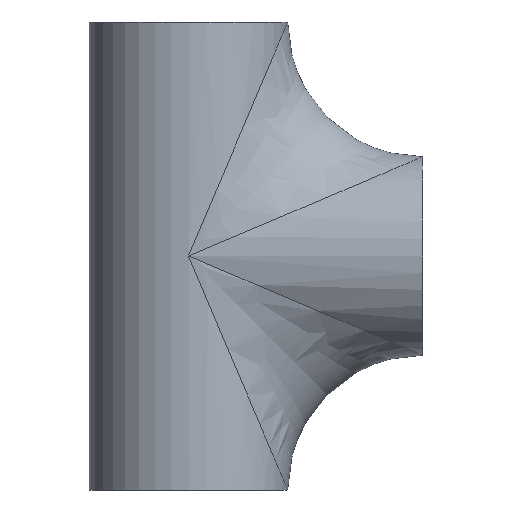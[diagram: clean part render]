
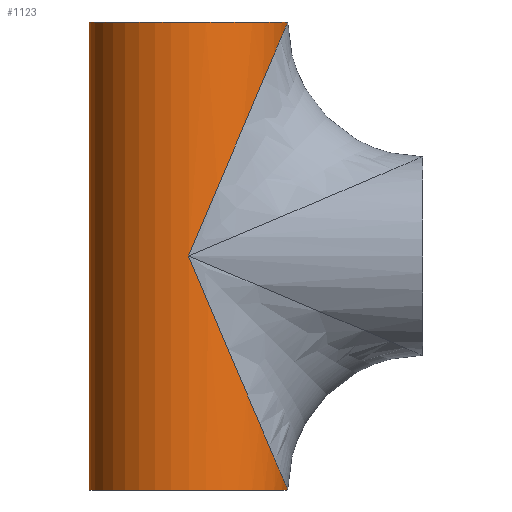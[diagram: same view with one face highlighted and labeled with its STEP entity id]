
A CAD part, front view. The second image highlights one B-rep face of the part: STEP entity #1123.
In plain terms, the highlighted cylindrical face has radius 24.15 mm (diameter 48.3 mm), a partial arc.
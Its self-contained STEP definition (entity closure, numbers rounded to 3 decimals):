
#8 = CARTESIAN_POINT ( 'NONE',  ( 14.147, -24.15, -33.39 ) ) ;
#35 = CARTESIAN_POINT ( 'NONE',  ( -24.15, 0., -57. ) ) ;
#41 = CARTESIAN_POINT ( 'NONE',  ( 24.15, -14.147, 57. ) ) ;
#51 = CARTESIAN_POINT ( 'NONE',  ( 0., 0., 57. ) ) ;
#74 = CARTESIAN_POINT ( 'NONE',  ( 24.15, 0., -57. ) ) ;
#77 = ORIENTED_EDGE ( 'NONE', *, *, #260, .T. ) ;
#89 = VERTEX_POINT ( 'NONE', #35 ) ;
#92 = CARTESIAN_POINT ( 'NONE',  ( 24.15, -14.147, -57. ) ) ;
#157 = CYLINDRICAL_SURFACE ( 'NONE', #800, 24.15 ) ;
#165 = CARTESIAN_POINT ( 'NONE',  ( 24.15, 0., -57. ) ) ;
#167 = CARTESIAN_POINT ( 'NONE',  ( 0., 0., 57. ) ) ;
#173 = EDGE_CURVE ( 'NONE', #533, #799, #890, .T. ) ;
#174 = EDGE_CURVE ( 'NONE', #600, #799, #525, .T. ) ;
#211 = DIRECTION ( 'NONE',  ( 0., 0., 1. ) ) ;
#222 = DIRECTION ( 'NONE',  ( 1., 0., 0. ) ) ;
#257 = ORIENTED_EDGE ( 'NONE', *, *, #1019, .T. ) ;
#260 = EDGE_CURVE ( 'NONE', #89, #1002, #777, .T. ) ;
#380 = AXIS2_PLACEMENT_3D ( 'NONE', #51, #850, #488 ) ;
#399 = CARTESIAN_POINT ( 'NONE',  ( 24.15, 0., 57. ) ) ;
#410 = CARTESIAN_POINT ( 'NONE',  ( 0., -24.15, 0. ) ) ;
#456 = CARTESIAN_POINT ( 'NONE',  ( 0., -24.15, 0. ) ) ;
#488 = DIRECTION ( 'NONE',  ( 1., 0., 0. ) ) ;
#525 =( BOUNDED_CURVE ( )  B_SPLINE_CURVE ( 3, ( #410, #754, #41, #399 ),
 .UNSPECIFIED., .F., .T. ) 
 B_SPLINE_CURVE_WITH_KNOTS ( ( 4, 4 ),
 ( 1.571, 3.142 ),
 .UNSPECIFIED. ) 
 CURVE ( )  GEOMETRIC_REPRESENTATION_ITEM ( )  RATIONAL_B_SPLINE_CURVE ( ( 1., 0.805, 0.805, 1. ) ) 
 REPRESENTATION_ITEM ( '' )  );
#530 = AXIS2_PLACEMENT_3D ( 'NONE', #839, #211, #222 ) ;
#533 = VERTEX_POINT ( 'NONE', #1058 ) ;
#593 = CARTESIAN_POINT ( 'NONE',  ( -24.15, 0., 57. ) ) ;
#595 = EDGE_CURVE ( 'NONE', #533, #89, #1046, .T. ) ;
#600 = VERTEX_POINT ( 'NONE', #977 ) ;
#609 = DIRECTION ( 'NONE',  ( 0., 0., -1. ) ) ;
#617 = DIRECTION ( 'NONE',  ( -1., 0., 0. ) ) ;
#648 = EDGE_LOOP ( 'NONE', ( #1158, #970, #77, #257, #1164 ) ) ;
#704 = DIRECTION ( 'NONE',  ( 0., 0., -1. ) ) ;
#754 = CARTESIAN_POINT ( 'NONE',  ( 14.147, -24.15, 33.39 ) ) ;
#777 = CIRCLE ( 'NONE', #530, 24.15 ) ;
#791 = CARTESIAN_POINT ( 'NONE',  ( 24.15, 0., 57. ) ) ;
#799 = VERTEX_POINT ( 'NONE', #791 ) ;
#800 = AXIS2_PLACEMENT_3D ( 'NONE', #167, #704, #617 ) ;
#801 =( BOUNDED_CURVE ( )  B_SPLINE_CURVE ( 3, ( #165, #92, #8, #456 ),
 .UNSPECIFIED., .F., .T. ) 
 B_SPLINE_CURVE_WITH_KNOTS ( ( 4, 4 ),
 ( 3.142, 4.712 ),
 .UNSPECIFIED. ) 
 CURVE ( )  GEOMETRIC_REPRESENTATION_ITEM ( )  RATIONAL_B_SPLINE_CURVE ( ( 1., 0.805, 0.805, 1. ) ) 
 REPRESENTATION_ITEM ( '' )  );
#806 = VECTOR ( 'NONE', #609, 1000. ) ;
#839 = CARTESIAN_POINT ( 'NONE',  ( 0., 0., -57. ) ) ;
#850 = DIRECTION ( 'NONE',  ( 0., 0., 1. ) ) ;
#886 = FACE_OUTER_BOUND ( 'NONE', #648, .T. ) ;
#890 = CIRCLE ( 'NONE', #380, 24.15 ) ;
#970 = ORIENTED_EDGE ( 'NONE', *, *, #595, .T. ) ;
#977 = CARTESIAN_POINT ( 'NONE',  ( 0., -24.15, 0. ) ) ;
#1002 = VERTEX_POINT ( 'NONE', #74 ) ;
#1019 = EDGE_CURVE ( 'NONE', #1002, #600, #801, .T. ) ;
#1046 = LINE ( 'NONE', #593, #806 ) ;
#1058 = CARTESIAN_POINT ( 'NONE',  ( -24.15, 0., 57. ) ) ;
#1123 = ADVANCED_FACE ( 'NONE', ( #886 ), #157, .T. ) ;
#1158 = ORIENTED_EDGE ( 'NONE', *, *, #173, .F. ) ;
#1164 = ORIENTED_EDGE ( 'NONE', *, *, #174, .T. ) ;
